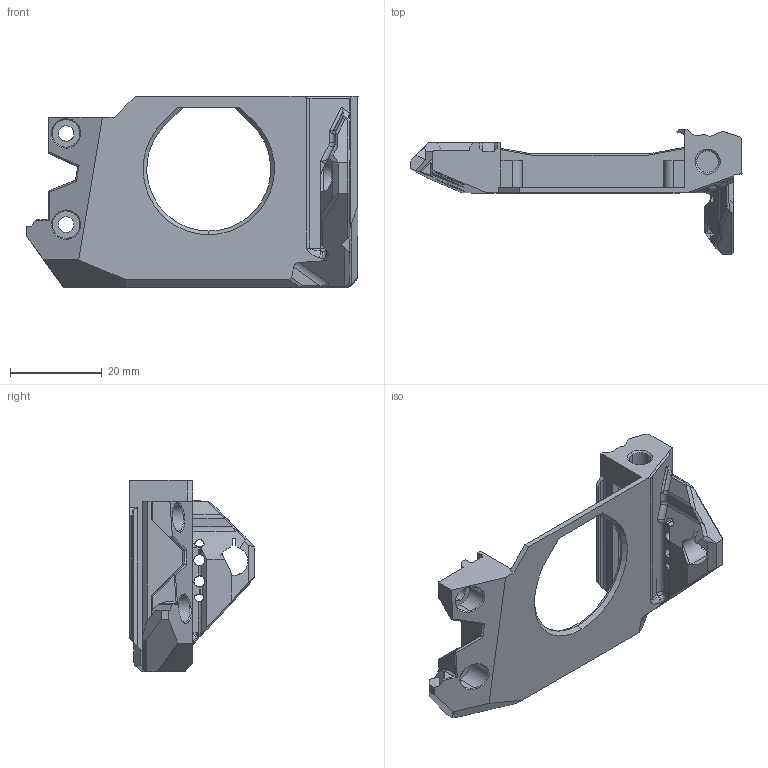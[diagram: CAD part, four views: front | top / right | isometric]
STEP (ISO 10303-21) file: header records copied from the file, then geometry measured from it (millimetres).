
FILE_DESCRIPTION (( 'STEP AP214' ), '1' );
FILE_NAME ('Anthead_Right_Duct_Klicky Mount.STEP', '2025-03-16T17:09:55', ( '' ), ( '' ), 'SwSTEP 2.0', 'SolidWorks 2025', '' );
FILE_SCHEMA (( 'AUTOMOTIVE_DESIGN' ));
Length unit declared in the file: metre
Products named in the file (1): Anthead_Right_Duct_Klicky Mount
Bounding box: 72.29 x 27.25 x 41.6 mm (x, y, z)
Volume: 10203.5 mm3; surface area: 9282.2 mm2
Topology: 1 solids, 2 shells, 375 faces, 1071 edges, 692 vertices
Faces by surface type: plane 227, cylinder 101, cone 24, bspline 21, torus 1, sphere 1
Entity records: 13557 total; most frequent: CARTESIAN_POINT 4283, ORIENTED_EDGE 2136, DIRECTION 1695, EDGE_CURVE 1068, LINE 699, VECTOR 699, VERTEX_POINT 692, AXIS2_PLACEMENT_3D 498
